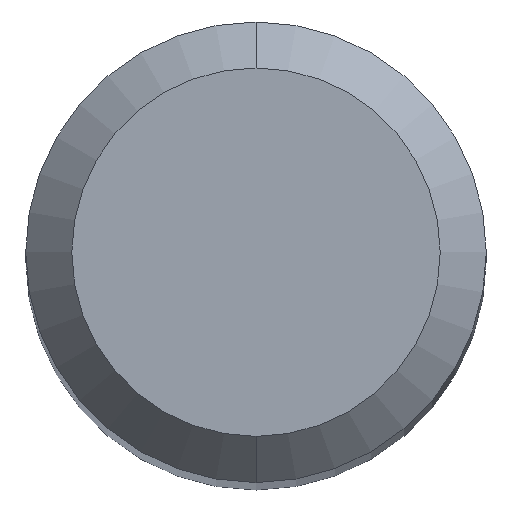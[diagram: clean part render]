
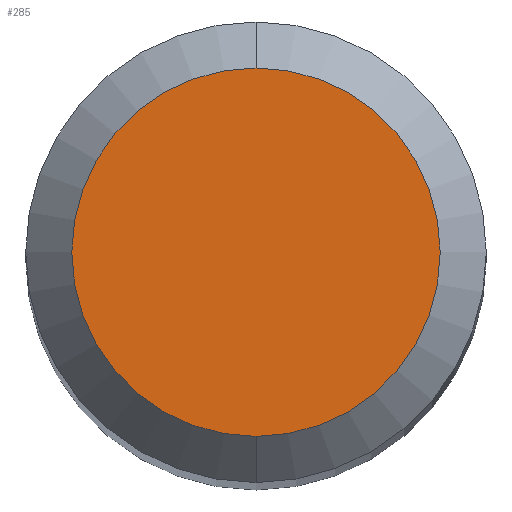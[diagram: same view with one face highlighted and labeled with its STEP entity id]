
A CAD part, top view. The second image highlights one B-rep face of the part: STEP entity #285.
In plain terms, the highlighted planar face has unit normal (0, 0, 1).
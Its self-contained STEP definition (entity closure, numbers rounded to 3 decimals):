
#285=ADVANCED_FACE('',(#604),#605,.T.);
#323=EDGE_CURVE('',#463,#335,#645,.T.);
#335=VERTEX_POINT('',#657);
#433=EDGE_CURVE('',#335,#463,#768,.T.);
#463=VERTEX_POINT('',#800);
#604=FACE_OUTER_BOUND('',#1025,.T.);
#605=PLANE('',#1026);
#645=CIRCLE('',#1089,1.2);
#657=CARTESIAN_POINT('',(0.0,1.2,0.0));
#768=CIRCLE('',#1386,1.2);
#800=CARTESIAN_POINT('',(0.,-1.2,0.0));
#1025=EDGE_LOOP('',(#1583,#1584));
#1026=AXIS2_PLACEMENT_3D('',#1585,#1586,#1587);
#1089=AXIS2_PLACEMENT_3D('',#1619,#1620,#1621);
#1386=AXIS2_PLACEMENT_3D('',#1768,#1769,#1770);
#1583=ORIENTED_EDGE('',*,*,#433,.F.);
#1584=ORIENTED_EDGE('',*,*,#323,.F.);
#1585=CARTESIAN_POINT('',(0.0,0.6,0.0));
#1586=DIRECTION('',(-0.0,0.0,1.0));
#1587=DIRECTION('',(0.0,-1.0,0.0));
#1619=CARTESIAN_POINT('',(0.0,0.0,0.0));
#1620=DIRECTION('',(0.0,0.0,-1.0));
#1621=DIRECTION('',(0.0,1.0,0.0));
#1768=CARTESIAN_POINT('',(0.0,0.0,0.0));
#1769=DIRECTION('',(0.0,0.0,-1.0));
#1770=DIRECTION('',(0.0,1.0,0.0));
